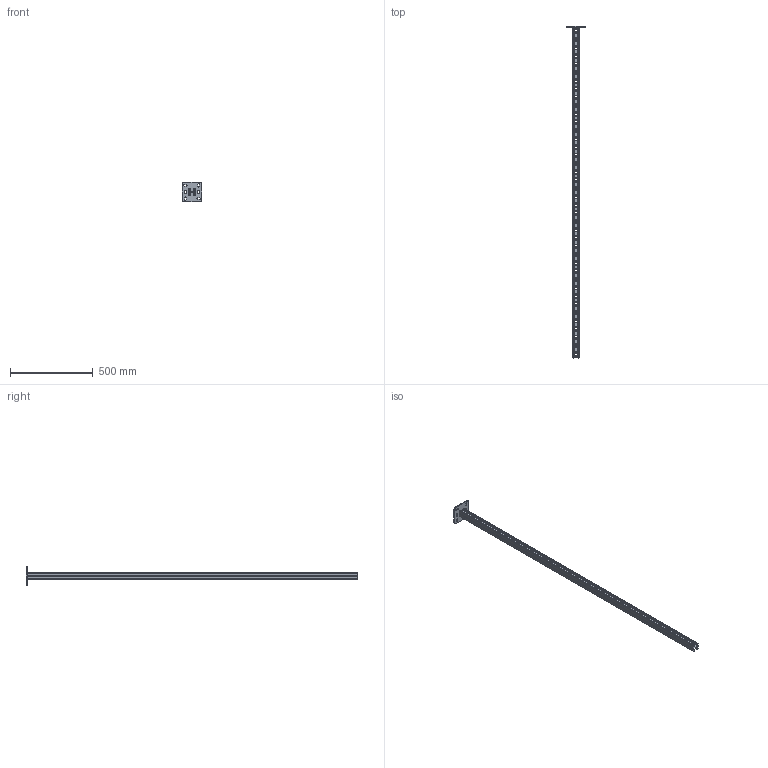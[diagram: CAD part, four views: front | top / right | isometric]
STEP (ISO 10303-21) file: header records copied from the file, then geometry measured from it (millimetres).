
FILE_DESCRIPTION (( 'STEP AP203' ), '1' );
FILE_NAME ('Ïîäâåñ BSD-21_BSD2120.STEP', '2012-11-16T09:00:01', ( 'Àñååâ' ), ( '' ), 'SwSTEP 2.0', 'SolidWorks 2012', '' );
FILE_SCHEMA (( 'CONFIG_CONTROL_DESIGN' ));
Length unit declared in the file: millimetre
Products named in the file (1): 砐鳱殥 BSD-21_BSD2120
Bounding box: 120 x 2006 x 120 mm (x, y, z)
Volume: 1038903.2 mm3; surface area: 716903.8 mm2
Topology: 1 solids, 1 shells, 249 faces, 738 edges, 492 vertices
Faces by surface type: plane 129, cylinder 120
Entity records: 8653 total; most frequent: CARTESIAN_POINT 1480, DIRECTION 1478, ORIENTED_EDGE 1476, EDGE_CURVE 738, VECTOR 498, LINE 498, VERTEX_POINT 492, AXIS2_PLACEMENT_3D 490
